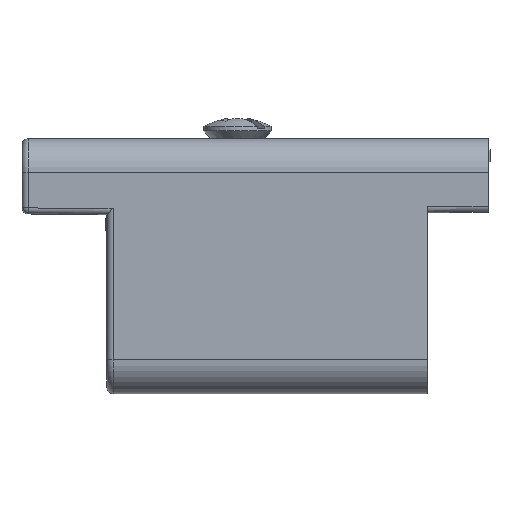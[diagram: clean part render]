
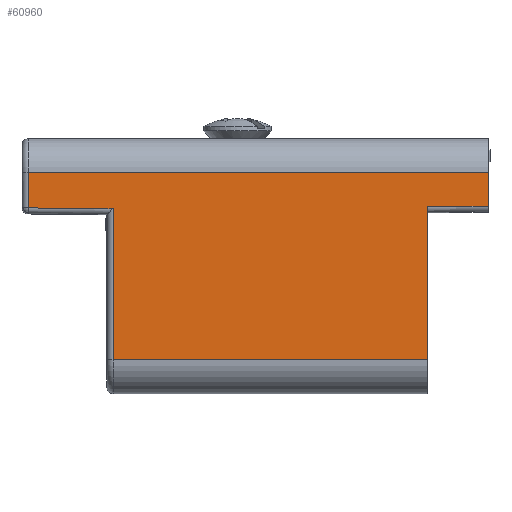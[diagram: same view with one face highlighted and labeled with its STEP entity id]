
A CAD part, left-side view. The second image highlights one B-rep face of the part: STEP entity #60960.
In plain terms, the highlighted planar face has unit normal (-1, 0, 0).
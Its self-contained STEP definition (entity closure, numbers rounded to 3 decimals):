
#290=CARTESIAN_POINT('',(-10.5,-20.3,
-7.7));
#300=VERTEX_POINT('',#290);
#330=CARTESIAN_POINT('',(-10.5,-20.3,0.));
#340=DIRECTION('',(0.,0.,1.));
#350=VECTOR('',#340,1.);
#360=LINE('',#330,#350);
#370=CARTESIAN_POINT('',(-10.5,-20.3,
4.906));
#380=VERTEX_POINT('',#370);
#390=EDGE_CURVE('',#300,#380,#360,.T.);
#20750=CARTESIAN_POINT('',(-10.5,5.6,
-7.7));
#20760=VERTEX_POINT('',#20750);
#24570=CARTESIAN_POINT('',(-10.5,-25.3,
4.95));
#24580=VERTEX_POINT('',#24570);
#24630=CARTESIAN_POINT('',(-10.5,0.,4.729));
#24640=DIRECTION('',(0.,-1.,0.009));
#24650=VECTOR('',#24640,1.);
#24660=LINE('',#24630,#24650);
#24670=EDGE_CURVE('',#380,#24580,#24660,.T.);
#47280=CARTESIAN_POINT('',(-10.5,-25.3,0.));
#47290=DIRECTION('',(0.,0.,1.));
#47300=VECTOR('',#47290,1.);
#47310=LINE('',#47280,#47300);
#47320=CARTESIAN_POINT('',(-10.5,-25.3,
7.7));
#47330=VERTEX_POINT('',#47320);
#47340=EDGE_CURVE('',#24580,#47330,#47310,.T.);
#60500=CARTESIAN_POINT('',(-10.5,-35.55,
-7.8));
#60510=DIRECTION('',(-1.,0.,0.));
#60520=DIRECTION('',(0.,1.,0.));
#60530=AXIS2_PLACEMENT_3D('',#60500,#60510,#60520);
#60540=PLANE('',#60530);
#60550=CARTESIAN_POINT('',(-10.5,0.,4.697));
#60560=DIRECTION('',(0.,-1.,-0.009));
#60570=VECTOR('',#60560,1.);
#60580=LINE('',#60550,#60570);
#60590=CARTESIAN_POINT('',(-10.5,12.6,
4.807));
#60600=VERTEX_POINT('',#60590);
#60610=CARTESIAN_POINT('',(-10.5,5.6,
4.746));
#60620=VERTEX_POINT('',#60610);
#60630=EDGE_CURVE('',#60600,#60620,#60580,.T.);
#60640=ORIENTED_EDGE('',*,*,#60630,.T.);
#60650=CARTESIAN_POINT('',(-10.5,12.6,0.));
#60660=DIRECTION('',(0.,0.,1.));
#60670=VECTOR('',#60660,1.);
#60680=LINE('',#60650,#60670);
#60690=CARTESIAN_POINT('',(-10.5,12.6,
7.7));
#60700=VERTEX_POINT('',#60690);
#60710=EDGE_CURVE('',#60600,#60700,#60680,.T.);
#60720=ORIENTED_EDGE('',*,*,#60710,.F.);
#60730=CARTESIAN_POINT('',(-10.5,-20.3,
7.7));
#60740=DIRECTION('',(0.,-1.,0.));
#60750=VECTOR('',#60740,1.);
#60760=LINE('',#60730,#60750);
#60770=EDGE_CURVE('',#60700,#47330,#60760,.T.);
#60780=ORIENTED_EDGE('',*,*,#60770,.F.);
#60790=ORIENTED_EDGE('',*,*,#47340,.T.);
#60800=ORIENTED_EDGE('',*,*,#24670,.T.);
#60810=ORIENTED_EDGE('',*,*,#390,.T.);
#60820=CARTESIAN_POINT('',(-10.5,6.05,
-7.7));
#60830=DIRECTION('',(0.,-1.,0.));
#60840=VECTOR('',#60830,1.);
#60850=LINE('',#60820,#60840);
#60860=EDGE_CURVE('',#20760,#300,#60850,.T.);
#60870=ORIENTED_EDGE('',*,*,#60860,.T.);
#60880=CARTESIAN_POINT('',(-10.5,5.6,0.));
#60890=DIRECTION('',(0.,0.,1.));
#60900=VECTOR('',#60890,1.);
#60910=LINE('',#60880,#60900);
#60920=EDGE_CURVE('',#20760,#60620,#60910,.T.);
#60930=ORIENTED_EDGE('',*,*,#60920,.F.);
#60940=EDGE_LOOP('',(#60930,#60870,#60810,#60800,#60790,#60780,#60720,
#60640));
#60950=FACE_OUTER_BOUND('',#60940,.T.);
#60960=ADVANCED_FACE('',(#60950),#60540,.T.);
